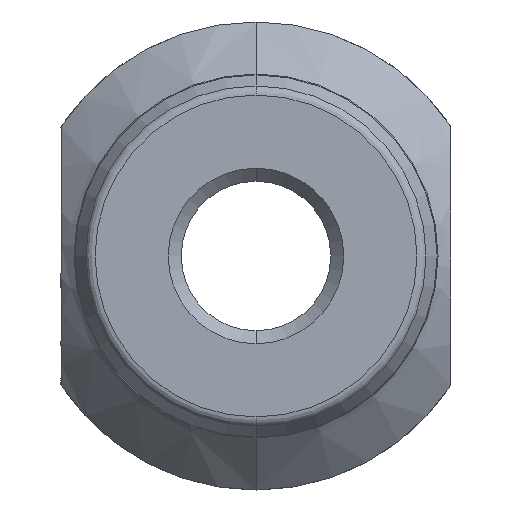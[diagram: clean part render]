
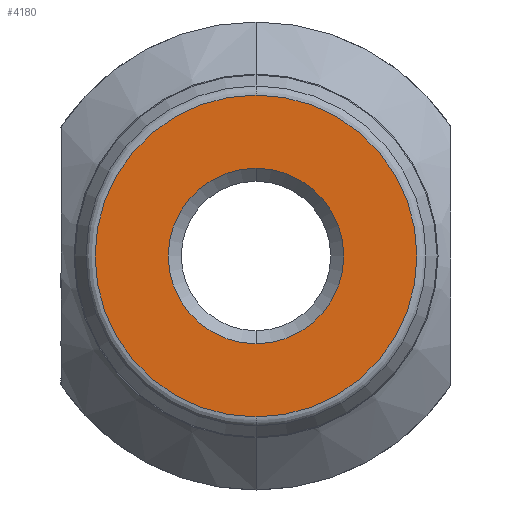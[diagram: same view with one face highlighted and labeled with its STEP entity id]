
A CAD part, left-side view. The second image highlights one B-rep face of the part: STEP entity #4180.
In plain terms, the highlighted planar face has unit normal (-1, 0, 0).
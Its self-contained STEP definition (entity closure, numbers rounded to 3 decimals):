
#19 = CIRCLE ( 'NONE', #4717, 6.75 ) ;
#227 = DIRECTION ( 'NONE',  ( 0., 0., -1. ) ) ;
#243 = DIRECTION ( 'NONE',  ( -1., 0., 0. ) ) ;
#259 = CARTESIAN_POINT ( 'NONE',  ( 0., 0., 0. ) ) ;
#262 = CARTESIAN_POINT ( 'NONE',  ( 0., 0., 0. ) ) ;
#373 = VERTEX_POINT ( 'NONE', #1166 ) ;
#577 = CARTESIAN_POINT ( 'NONE',  ( 0., 0., 0. ) ) ;
#987 = DIRECTION ( 'NONE',  ( 1., 0., 0. ) ) ;
#1009 = DIRECTION ( 'NONE',  ( 0., 0., -1. ) ) ;
#1015 = CIRCLE ( 'NONE', #1092, 12.383 ) ;
#1092 = AXIS2_PLACEMENT_3D ( 'NONE', #262, #243, #227 ) ;
#1166 = CARTESIAN_POINT ( 'NONE',  ( 0., 0., 12.383 ) ) ;
#1298 = VERTEX_POINT ( 'NONE', #4673 ) ;
#1386 = PLANE ( 'NONE',  #2599 ) ;
#1450 = FACE_OUTER_BOUND ( 'NONE', #2061, .T. ) ;
#1745 = DIRECTION ( 'NONE',  ( -1., 0., 0. ) ) ;
#1778 = CARTESIAN_POINT ( 'NONE',  ( 0., 0., -12.845 ) ) ;
#2061 = EDGE_LOOP ( 'NONE', ( #3343, #2274 ) ) ;
#2274 = ORIENTED_EDGE ( 'NONE', *, *, #3490, .T. ) ;
#2346 = CIRCLE ( 'NONE', #4483, 6.75 ) ;
#2401 = ORIENTED_EDGE ( 'NONE', *, *, #2906, .T. ) ;
#2599 = AXIS2_PLACEMENT_3D ( 'NONE', #1778, #987, #4953 ) ;
#2906 = EDGE_CURVE ( 'NONE', #4697, #3812, #2346, .T. ) ;
#2944 = CIRCLE ( 'NONE', #3798, 12.383 ) ;
#3302 = EDGE_CURVE ( 'NONE', #1298, #373, #1015, .T. ) ;
#3343 = ORIENTED_EDGE ( 'NONE', *, *, #3302, .T. ) ;
#3360 = DIRECTION ( 'NONE',  ( 1., 0., 0. ) ) ;
#3490 = EDGE_CURVE ( 'NONE', #373, #1298, #2944, .T. ) ;
#3798 = AXIS2_PLACEMENT_3D ( 'NONE', #4139, #1745, #4521 ) ;
#3812 = VERTEX_POINT ( 'NONE', #5000 ) ;
#4139 = CARTESIAN_POINT ( 'NONE',  ( 0., 0., 0. ) ) ;
#4180 = ADVANCED_FACE ( 'NONE', ( #4863, #1450 ), #1386, .F. ) ;
#4420 = ORIENTED_EDGE ( 'NONE', *, *, #5015, .T. ) ;
#4483 = AXIS2_PLACEMENT_3D ( 'NONE', #259, #5168, #5150 ) ;
#4521 = DIRECTION ( 'NONE',  ( 0., 0., -1. ) ) ;
#4673 = CARTESIAN_POINT ( 'NONE',  ( 0., 0., -12.383 ) ) ;
#4697 = VERTEX_POINT ( 'NONE', #4804 ) ;
#4717 = AXIS2_PLACEMENT_3D ( 'NONE', #577, #3360, #1009 ) ;
#4804 = CARTESIAN_POINT ( 'NONE',  ( 0., 0., 6.75 ) ) ;
#4863 = FACE_BOUND ( 'NONE', #4989, .T. ) ;
#4953 = DIRECTION ( 'NONE',  ( 0., 0., -1. ) ) ;
#4989 = EDGE_LOOP ( 'NONE', ( #2401, #4420 ) ) ;
#5000 = CARTESIAN_POINT ( 'NONE',  ( 0., 0., -6.75 ) ) ;
#5015 = EDGE_CURVE ( 'NONE', #3812, #4697, #19, .T. ) ;
#5150 = DIRECTION ( 'NONE',  ( 0., 0., -1. ) ) ;
#5168 = DIRECTION ( 'NONE',  ( 1., 0., 0. ) ) ;
